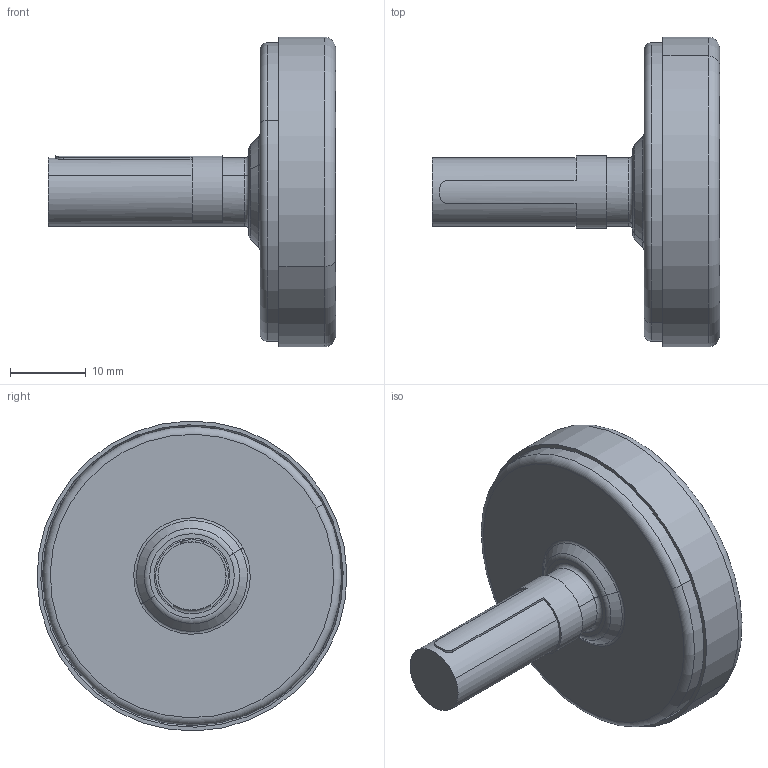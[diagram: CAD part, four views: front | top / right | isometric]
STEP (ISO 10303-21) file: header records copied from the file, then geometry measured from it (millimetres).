
FILE_DESCRIPTION(('CATIA V5 STEP Exchange'),'2;1');
FILE_NAME('STEP_116010_-_TST.stp','2019-09-23T11:52:19+00:00',('none'),('none'),'CATIA Version 5-6 Release 2016 SP4','CATIA V5 STEP AP203','none');
FILE_SCHEMA(('CONFIG_CONTROL_DESIGN'));
Length unit declared in the file: millimetre
Products named in the file (1): 116010_AllCATPart
Bounding box: 38 x 40.99 x 40.99 mm (x, y, z)
Volume: 10397.2 mm3; surface area: 11417.5 mm2
Topology: 5 solids, 5 shells, 277 faces, 656 edges, 432 vertices
Faces by surface type: plane 229, cylinder 26, torus 14, cone 8
Entity records: 7607 total; most frequent: CARTESIAN_POINT 1379, ORIENTED_EDGE 1312, DIRECTION 1098, EDGE_CURVE 656, VECTOR 554, LINE 554, VERTEX_POINT 432, EDGE_LOOP 322
